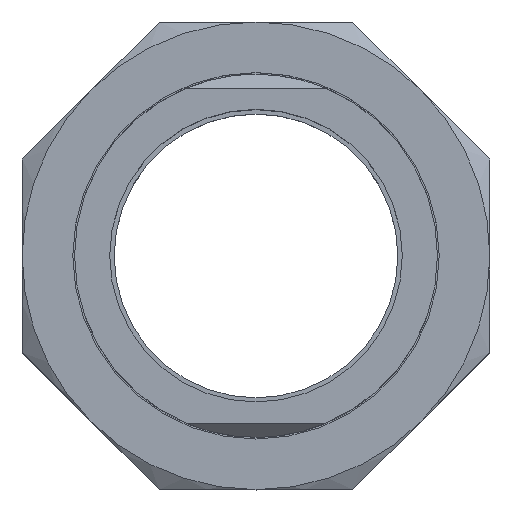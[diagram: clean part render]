
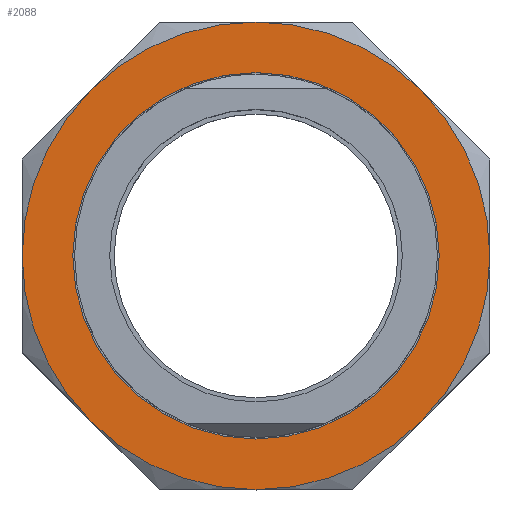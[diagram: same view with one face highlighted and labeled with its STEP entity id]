
A CAD part, top view. The second image highlights one B-rep face of the part: STEP entity #2088.
In plain terms, the highlighted planar face has unit normal (0, 0, 1).
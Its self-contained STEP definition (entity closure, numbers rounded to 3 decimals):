
#285 = CARTESIAN_POINT ( 'NONE',  ( 0., 0., 13.5 ) ) ;
#288 = DIRECTION ( 'NONE',  ( 0., 0., 1. ) ) ;
#289 = AXIS2_PLACEMENT_3D ( 'NONE', #285, #288, #294 ) ;
#290 = CIRCLE ( 'NONE', #289, 26.25 ) ;
#291 = CARTESIAN_POINT ( 'NONE',  ( 26.25, 0., 13.5 ) ) ;
#294 = DIRECTION ( 'NONE',  ( 1., 0., 0. ) ) ;
#315 = CARTESIAN_POINT ( 'NONE',  ( -26.25, 0., 13.5 ) ) ;
#337 = CARTESIAN_POINT ( 'NONE',  ( -23.688, 23.688, 13.5 ) ) ;
#654 = DIRECTION ( 'NONE',  ( -1., 0., 0. ) ) ;
#655 = DIRECTION ( 'NONE',  ( 0., 0., -1. ) ) ;
#656 = AXIS2_PLACEMENT_3D ( 'NONE', #658, #655, #654 ) ;
#658 = CARTESIAN_POINT ( 'NONE',  ( 0., 33.5, 13.5 ) ) ;
#659 = PLANE ( 'NONE',  #656 ) ;
#660 = FACE_OUTER_BOUND ( 'NONE', #2062, .T. ) ;
#661 = FACE_BOUND ( 'NONE', #2089, .T. ) ;
#662 = DIRECTION ( 'NONE',  ( 1., 0., 0. ) ) ;
#663 = DIRECTION ( 'NONE',  ( 0., 0., 1. ) ) ;
#664 = AXIS2_PLACEMENT_3D ( 'NONE', #669, #663, #662 ) ;
#665 = CIRCLE ( 'NONE', #664, 26.25 ) ;
#669 = CARTESIAN_POINT ( 'NONE',  ( 0., 0., 13.5 ) ) ;
#778 = CARTESIAN_POINT ( 'NONE',  ( 0., 33.5, 13.5 ) ) ;
#782 = DIRECTION ( 'NONE',  ( 1., 0., 0. ) ) ;
#783 = DIRECTION ( 'NONE',  ( 0., 0., 1. ) ) ;
#784 = CARTESIAN_POINT ( 'NONE',  ( 0., 0., 13.5 ) ) ;
#785 = AXIS2_PLACEMENT_3D ( 'NONE', #784, #783, #782 ) ;
#786 = CIRCLE ( 'NONE', #785, 33.5 ) ;
#787 = DIRECTION ( 'NONE',  ( 1., 0., 0. ) ) ;
#788 = DIRECTION ( 'NONE',  ( 0., 0., 1. ) ) ;
#789 = CARTESIAN_POINT ( 'NONE',  ( 0., 0., 13.5 ) ) ;
#790 = AXIS2_PLACEMENT_3D ( 'NONE', #789, #788, #787 ) ;
#791 = CIRCLE ( 'NONE', #790, 33.5 ) ;
#825 = DIRECTION ( 'NONE',  ( 1., 0., 0. ) ) ;
#826 = DIRECTION ( 'NONE',  ( 0., 0., 1. ) ) ;
#827 = AXIS2_PLACEMENT_3D ( 'NONE', #839, #826, #825 ) ;
#836 = CIRCLE ( 'NONE', #827, 33.5 ) ;
#839 = CARTESIAN_POINT ( 'NONE',  ( 0., 0., 13.5 ) ) ;
#851 = CARTESIAN_POINT ( 'NONE',  ( 23.688, 23.688, 13.5 ) ) ;
#859 = CIRCLE ( 'NONE', #900, 33.5 ) ;
#862 = CARTESIAN_POINT ( 'NONE',  ( 23.688, -23.688, 13.5 ) ) ;
#869 = CARTESIAN_POINT ( 'NONE',  ( 33.5, 0., 13.5 ) ) ;
#870 = DIRECTION ( 'NONE',  ( 1., 0., 0. ) ) ;
#871 = DIRECTION ( 'NONE',  ( 0., 0., 1. ) ) ;
#872 = CARTESIAN_POINT ( 'NONE',  ( 0., 0., 13.5 ) ) ;
#873 = AXIS2_PLACEMENT_3D ( 'NONE', #872, #871, #870 ) ;
#874 = CIRCLE ( 'NONE', #873, 33.5 ) ;
#897 = DIRECTION ( 'NONE',  ( 1., 0., 0. ) ) ;
#898 = DIRECTION ( 'NONE',  ( 0., 0., 1. ) ) ;
#899 = CARTESIAN_POINT ( 'NONE',  ( 0., 0., 13.5 ) ) ;
#900 = AXIS2_PLACEMENT_3D ( 'NONE', #899, #898, #897 ) ;
#907 = CARTESIAN_POINT ( 'NONE',  ( 0., 0., 13.5 ) ) ;
#925 = CARTESIAN_POINT ( 'NONE',  ( 0., -33.5, 13.5 ) ) ;
#936 = DIRECTION ( 'NONE',  ( 1., 0., 0. ) ) ;
#937 = DIRECTION ( 'NONE',  ( 0., 0., 1. ) ) ;
#938 = AXIS2_PLACEMENT_3D ( 'NONE', #949, #937, #936 ) ;
#948 = CIRCLE ( 'NONE', #938, 33.5 ) ;
#949 = CARTESIAN_POINT ( 'NONE',  ( 0., 0., 13.5 ) ) ;
#956 = DIRECTION ( 'NONE',  ( 1., 0., 0. ) ) ;
#957 = DIRECTION ( 'NONE',  ( 0., 0., 1. ) ) ;
#958 = AXIS2_PLACEMENT_3D ( 'NONE', #907, #957, #956 ) ;
#965 = CIRCLE ( 'NONE', #958, 33.5 ) ;
#975 = CARTESIAN_POINT ( 'NONE',  ( -23.688, -23.688, 13.5 ) ) ;
#1028 = DIRECTION ( 'NONE',  ( 1., 0., 0. ) ) ;
#1029 = DIRECTION ( 'NONE',  ( 0., 0., 1. ) ) ;
#1030 = CARTESIAN_POINT ( 'NONE',  ( 0., 0., 13.5 ) ) ;
#1031 = AXIS2_PLACEMENT_3D ( 'NONE', #1030, #1029, #1028 ) ;
#1040 = CIRCLE ( 'NONE', #1031, 33.5 ) ;
#1408 = CARTESIAN_POINT ( 'NONE',  ( -33.5, 0., 13.5 ) ) ;
#1600 = EDGE_CURVE ( 'NONE', #1609, #1601, #290, .T. ) ;
#1601 = VERTEX_POINT ( 'NONE', #291 ) ;
#1609 = VERTEX_POINT ( 'NONE', #315 ) ;
#1647 = VERTEX_POINT ( 'NONE', #337 ) ;
#1681 = VERTEX_POINT ( 'NONE', #1408 ) ;
#2055 = ORIENTED_EDGE ( 'NONE', *, *, #2358, .T. ) ;
#2058 = ORIENTED_EDGE ( 'NONE', *, *, #2386, .T. ) ;
#2059 = ORIENTED_EDGE ( 'NONE', *, *, #2291, .T. ) ;
#2061 = ORIENTED_EDGE ( 'NONE', *, *, #2290, .T. ) ;
#2062 = EDGE_LOOP ( 'NONE', ( #2063, #2086, #2061, #2059, #2058, #2110, #2055, #2119 ) ) ;
#2063 = ORIENTED_EDGE ( 'NONE', *, *, #2331, .T. ) ;
#2068 = ORIENTED_EDGE ( 'NONE', *, *, #2087, .F. ) ;
#2086 = ORIENTED_EDGE ( 'NONE', *, *, #2319, .T. ) ;
#2087 = EDGE_CURVE ( 'NONE', #1601, #1609, #665, .T. ) ;
#2088 = ADVANCED_FACE ( 'NONE', ( #661, #660 ), #659, .F. ) ;
#2089 = EDGE_LOOP ( 'NONE', ( #2068, #2107 ) ) ;
#2107 = ORIENTED_EDGE ( 'NONE', *, *, #1600, .F. ) ;
#2110 = ORIENTED_EDGE ( 'NONE', *, *, #2362, .T. ) ;
#2119 = ORIENTED_EDGE ( 'NONE', *, *, #2338, .T. ) ;
#2290 = EDGE_CURVE ( 'NONE', #2296, #1647, #791, .T. ) ;
#2291 = EDGE_CURVE ( 'NONE', #1647, #1681, #786, .T. ) ;
#2296 = VERTEX_POINT ( 'NONE', #778 ) ;
#2309 = VERTEX_POINT ( 'NONE', #851 ) ;
#2319 = EDGE_CURVE ( 'NONE', #2309, #2296, #836, .T. ) ;
#2331 = EDGE_CURVE ( 'NONE', #2332, #2309, #874, .T. ) ;
#2332 = VERTEX_POINT ( 'NONE', #869 ) ;
#2335 = VERTEX_POINT ( 'NONE', #862 ) ;
#2338 = EDGE_CURVE ( 'NONE', #2335, #2332, #859, .T. ) ;
#2350 = VERTEX_POINT ( 'NONE', #925 ) ;
#2358 = EDGE_CURVE ( 'NONE', #2350, #2335, #965, .T. ) ;
#2362 = EDGE_CURVE ( 'NONE', #2371, #2350, #948, .T. ) ;
#2371 = VERTEX_POINT ( 'NONE', #975 ) ;
#2386 = EDGE_CURVE ( 'NONE', #1681, #2371, #1040, .T. ) ;
